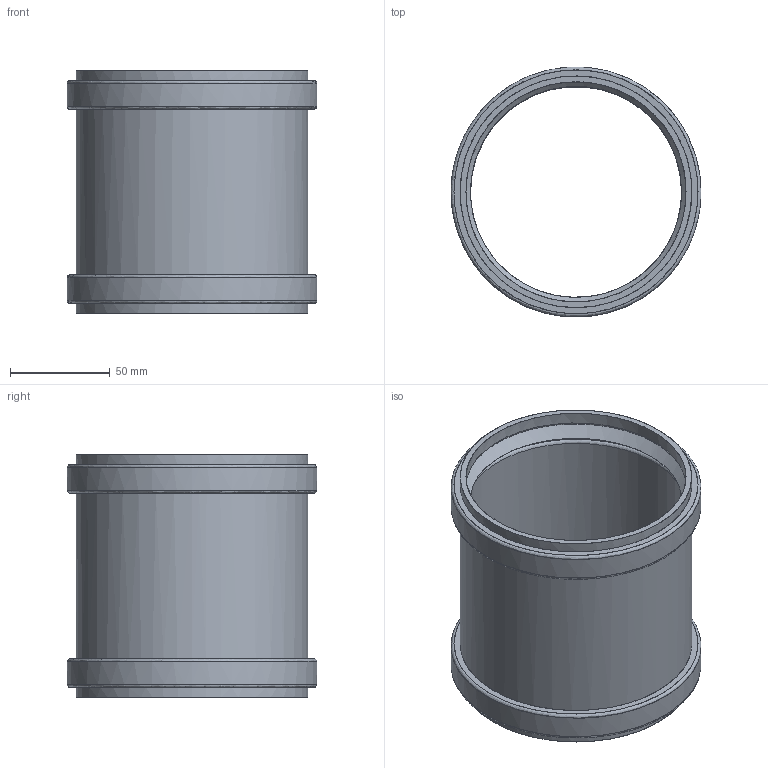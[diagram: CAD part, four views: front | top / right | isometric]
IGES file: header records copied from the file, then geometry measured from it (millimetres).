
Global section: file name: 0611155_M110 SB.igs; native system: NX V4.0; preprocessor: UGS NX IGES V4.0; date: 20090715.122305; units: millimetre
Bounding box: 125.6 x 125.44 x 122 mm (x, y, z)
Surface area: 122038.3 mm2 (no closed solid volume)
Topology: 0 solids, 0 shells, 44 faces, 636 edges, 592 vertices
Faces by surface type: bspline 44
